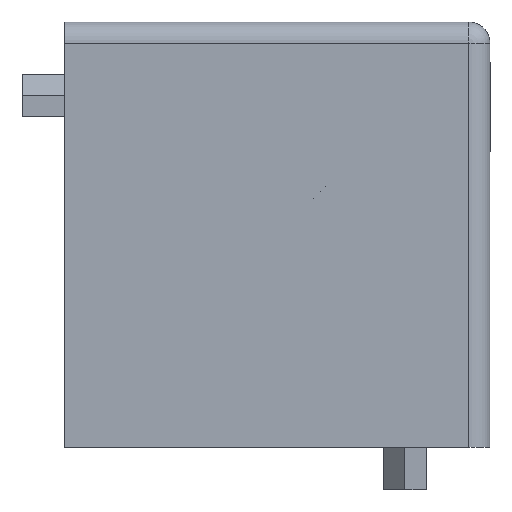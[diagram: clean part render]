
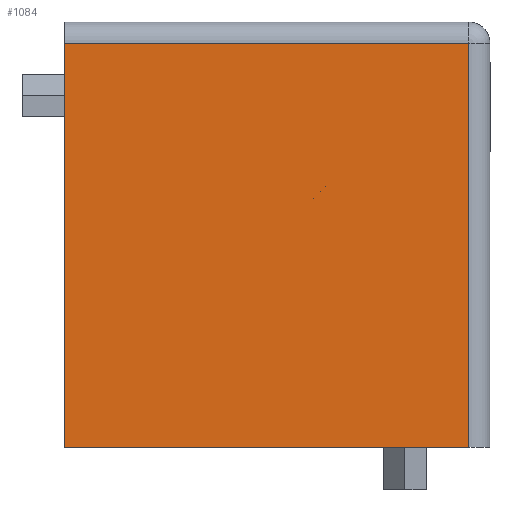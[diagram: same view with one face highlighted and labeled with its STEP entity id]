
A CAD part, front view. The second image highlights one B-rep face of the part: STEP entity #1084.
In plain terms, the highlighted face is planar.
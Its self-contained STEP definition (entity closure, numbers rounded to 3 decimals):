
#1 = VERTEX_POINT ( 'NONE', #2092 ) ;
#36 = LINE ( 'NONE', #179, #2126 ) ;
#109 = VECTOR ( 'NONE', #1356, 1000. ) ;
#124 = ORIENTED_EDGE ( 'NONE', *, *, #1896, .F. ) ;
#179 = CARTESIAN_POINT ( 'NONE',  ( -12.543, -6.184, 0. ) ) ;
#192 = EDGE_CURVE ( 'NONE', #880, #1, #36, .T. ) ;
#195 = EDGE_CURVE ( 'NONE', #974, #705, #2051, .T. ) ;
#291 = DIRECTION ( 'NONE',  ( 0., 1., 0. ) ) ;
#304 = EDGE_CURVE ( 'NONE', #705, #880, #1055, .T. ) ;
#310 = CARTESIAN_POINT ( 'NONE',  ( -12.543, -6.184, 0. ) ) ;
#347 = VECTOR ( 'NONE', #1205, 1000. ) ;
#376 = AXIS2_PLACEMENT_3D ( 'NONE', #729, #1428, #917 ) ;
#391 = PLANE ( 'NONE',  #376 ) ;
#455 = CARTESIAN_POINT ( 'NONE',  ( 6.457, -6.184, 0. ) ) ;
#506 = CARTESIAN_POINT ( 'NONE',  ( 6.457, 12.816, 0. ) ) ;
#705 = VERTEX_POINT ( 'NONE', #808 ) ;
#729 = CARTESIAN_POINT ( 'NONE',  ( 0., 0., 0. ) ) ;
#808 = CARTESIAN_POINT ( 'NONE',  ( -12.543, 12.816, 0. ) ) ;
#870 = DIRECTION ( 'NONE',  ( 1., 0., 0. ) ) ;
#874 = VECTOR ( 'NONE', #291, 1000. ) ;
#880 = VERTEX_POINT ( 'NONE', #310 ) ;
#882 = CARTESIAN_POINT ( 'NONE',  ( -12.543, 12.816, 0. ) ) ;
#917 = DIRECTION ( 'NONE',  ( 1., 0., 0. ) ) ;
#974 = VERTEX_POINT ( 'NONE', #506 ) ;
#1055 = LINE ( 'NONE', #882, #347 ) ;
#1084 = ADVANCED_FACE ( 'NONE', ( #1925 ), #391, .F. ) ;
#1205 = DIRECTION ( 'NONE',  ( 0., -1., 0. ) ) ;
#1229 = ORIENTED_EDGE ( 'NONE', *, *, #192, .F. ) ;
#1356 = DIRECTION ( 'NONE',  ( -1., 0., 0. ) ) ;
#1364 = EDGE_LOOP ( 'NONE', ( #124, #1229, #1460, #2006 ) ) ;
#1428 = DIRECTION ( 'NONE',  ( 0., 0., 1. ) ) ;
#1460 = ORIENTED_EDGE ( 'NONE', *, *, #304, .F. ) ;
#1743 = CARTESIAN_POINT ( 'NONE',  ( 6.457, 12.816, 0. ) ) ;
#1896 = EDGE_CURVE ( 'NONE', #1, #974, #2021, .T. ) ;
#1925 = FACE_OUTER_BOUND ( 'NONE', #1364, .T. ) ;
#2006 = ORIENTED_EDGE ( 'NONE', *, *, #195, .F. ) ;
#2021 = LINE ( 'NONE', #455, #874 ) ;
#2051 = LINE ( 'NONE', #1743, #109 ) ;
#2092 = CARTESIAN_POINT ( 'NONE',  ( 6.457, -6.184, 0. ) ) ;
#2126 = VECTOR ( 'NONE', #870, 1000. ) ;
